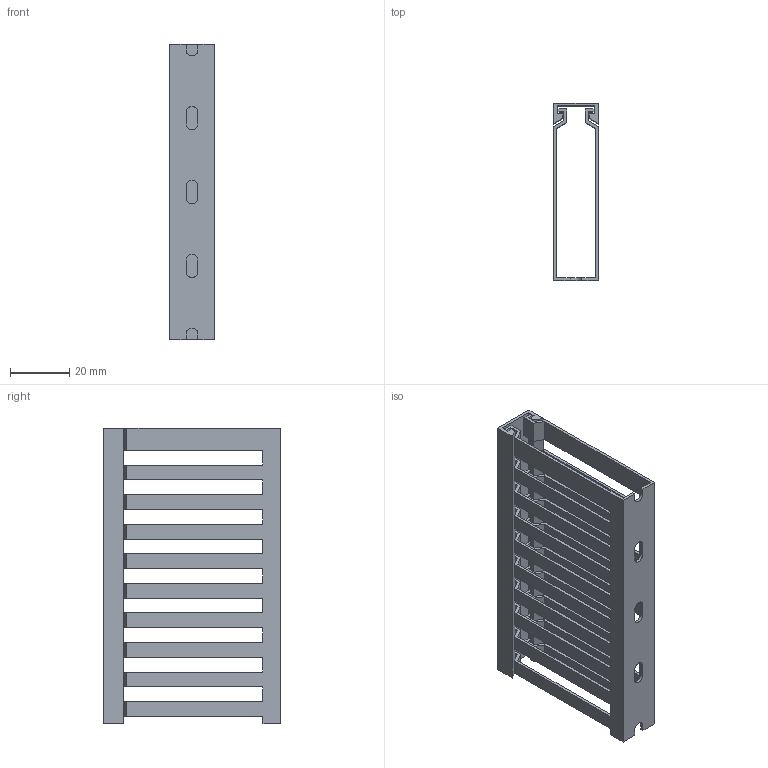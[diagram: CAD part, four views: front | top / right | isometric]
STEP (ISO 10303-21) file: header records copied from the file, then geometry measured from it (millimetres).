
FILE_DESCRIPTION (( 'STEP AP214' ), '1' );
FILE_NAME ('0.0.0.5.51090.STEP', '2019-10-02T08:57:15', ( '' ), ( '' ), 'SwSTEP 2.0', 'SolidWorks 2019', '' );
FILE_SCHEMA (( 'AUTOMOTIVE_DESIGN' ));
Length unit declared in the file: millimetre
Products named in the file (1): 0.0.0.5.51090
Bounding box: 15 x 60 x 100 mm (x, y, z)
Volume: 11886.6 mm3; surface area: 25238.9 mm2
Topology: 2 solids, 2 shells, 240 faces, 708 edges, 472 vertices
Faces by surface type: plane 232, cylinder 8
Entity records: 7903 total; most frequent: CARTESIAN_POINT 1421, ORIENTED_EDGE 1416, DIRECTION 1206, EDGE_CURVE 708, VECTOR 692, LINE 692, VERTEX_POINT 472, AXIS2_PLACEMENT_3D 257
